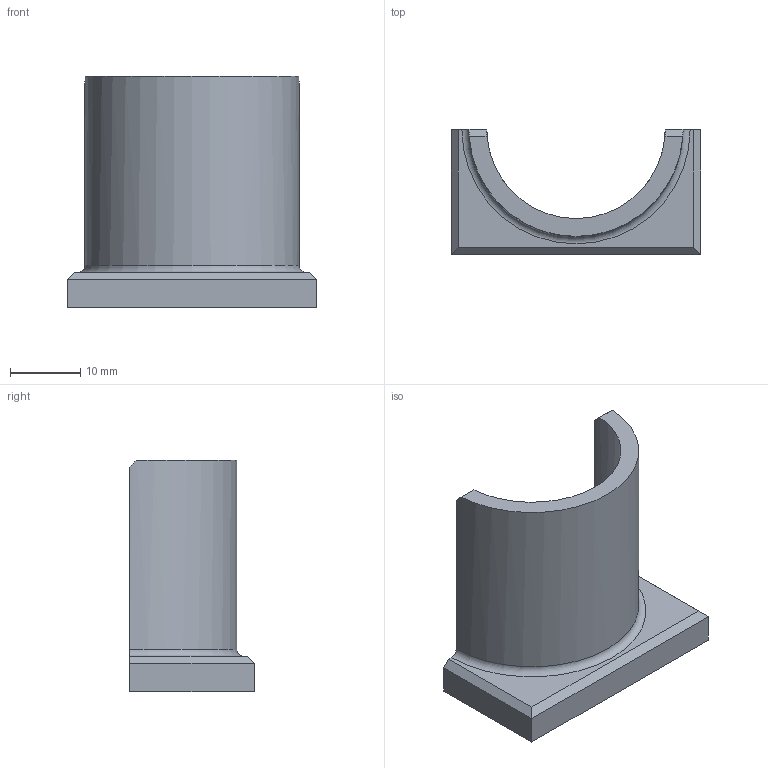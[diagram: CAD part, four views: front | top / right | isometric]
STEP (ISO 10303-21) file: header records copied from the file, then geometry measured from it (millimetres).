
FILE_DESCRIPTION(('FreeCAD Model'),'2;1');
FILE_NAME('Open CASCADE Shape Model','2024-04-21T12:49:10',(''),(''), 'Open CASCADE STEP processor 7.7','FreeCAD','Unknown');
FILE_SCHEMA(('AUTOMOTIVE_DESIGN { 1 0 10303 214 1 1 1 1 }'));
Length unit declared in the file: millimetre
Products named in the file (1): Chamfer
Bounding box: 35.56 x 17.78 x 33.02 mm (x, y, z)
Volume: 5012.8 mm3; surface area: 3899.1 mm2
Topology: 1 solids, 1 shells, 22 faces, 52 edges, 32 vertices
Faces by surface type: plane 18, cylinder 3, torus 1
Entity records: 1701 total; most frequent: CARTESIAN_POINT 612, DIRECTION 204, LINE 125, VECTOR 125, ORIENTED_EDGE 104, PCURVE 104, DEFINITIONAL_REPRESENTATION 104, EDGE_CURVE 52
